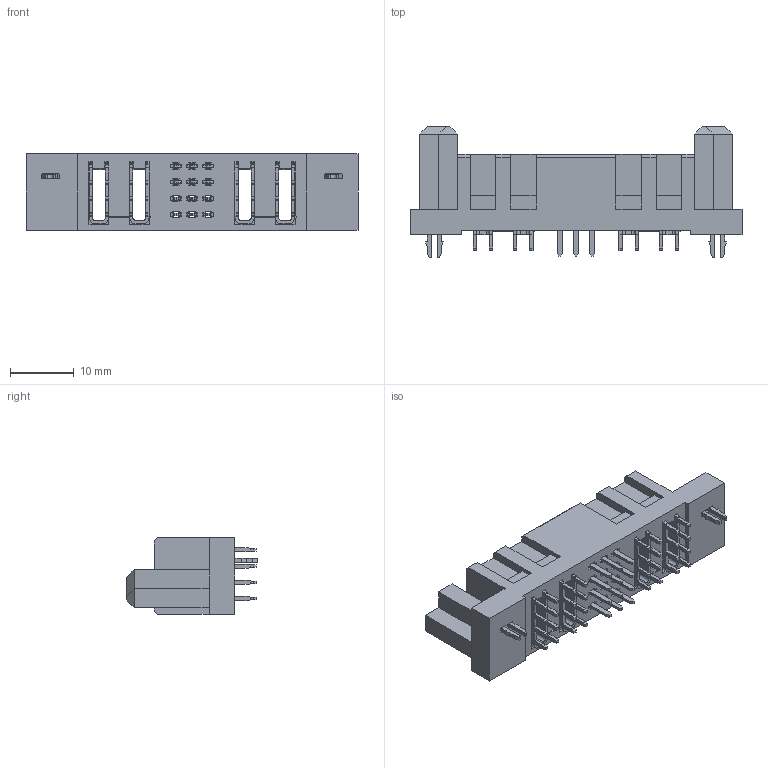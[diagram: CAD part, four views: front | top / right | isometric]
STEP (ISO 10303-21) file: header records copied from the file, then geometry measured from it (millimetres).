
FILE_DESCRIPTION(/* description */ ('STEP AP214'),/* implementation_level */ '2;1');
FILE_NAME(/* name */ 'PESC-02-12-02-01-L-VT-LC',/* time_stamp */ '2024-02-20T16:27:17+01:00',/* author */ ('License CC BY-ND 4.0'),/* organization */ ('CADENAS'),/* preprocessor_version */ 'ST-DEVELOPER v19.3',/* originating_system */ 'PARTsolutions',/* authorisation */ ' ');
FILE_SCHEMA (('AUTOMOTIVE_DESIGN {1 0 10303 214 3 1 1}'));
Length unit declared in the file: millimetre
Products named in the file (5): PESC-02-12-02-01-L-VT-LC; PESC-02-12-02-01-VT-LC_t; PESC-12-VT_sp; PESC-02-VT_pp; PESC-02-12-02-01-L-VT-LC_lc
Assembly tree (6 placements, depth 2):
  PESC-02-12-02-01-L-VT-LC
    PESC-02-12-02-01-VT-LC_t
    PESC-12-VT_sp
    PESC-02-VT_pp  x2
    PESC-02-12-02-01-L-VT-LC_lc  x2
Bounding box: 52.07 x 20.64 x 12 mm (x, y, z)
Volume: 4831.9 mm3; surface area: 8195.5 mm2
Topology: 6 solids, 6 shells, 1170 faces, 3392 edges, 2252 vertices
Faces by surface type: plane 1076, cylinder 94
Entity records: 32010 total; most frequent: CARTESIAN_POINT 5731, ORIENTED_EDGE 5698, DIRECTION 4983, EDGE_CURVE 2849, LINE 2695, VECTOR 2695, VERTEX_POINT 1892, AXIS2_PLACEMENT_3D 1144
